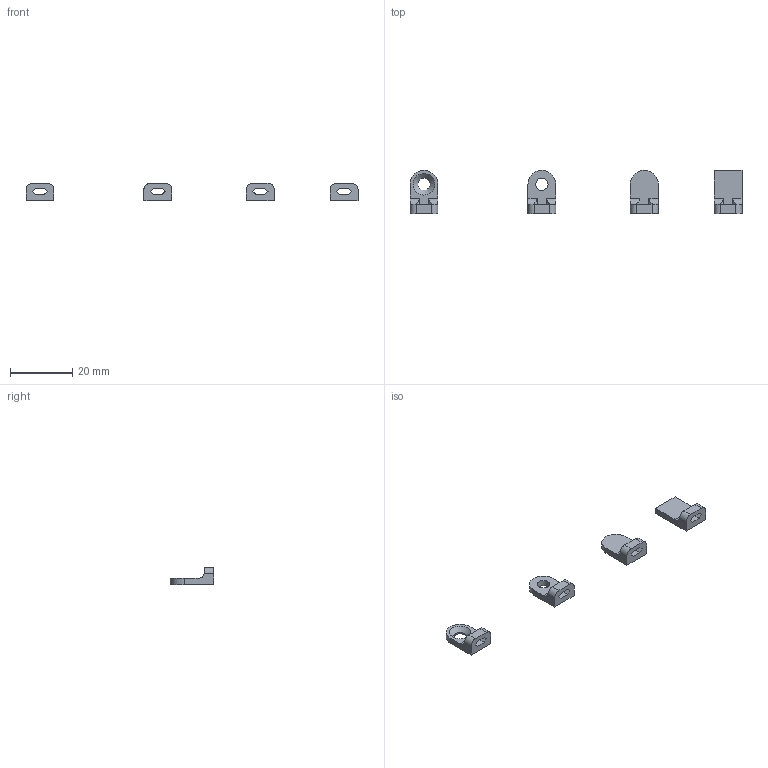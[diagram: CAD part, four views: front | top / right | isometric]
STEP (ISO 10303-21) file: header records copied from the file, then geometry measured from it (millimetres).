
FILE_DESCRIPTION(/* description */ (''),/* implementation_level */ '2;1');
FILE_NAME(/* name */ 'Zip tie mount.step',/* time_stamp */ '2022-01-29T12:04:56+02:00',/* author */ (''),/* organization */ (''),/* preprocessor_version */ 'ST-DEVELOPER v18.1',/* originating_system */ 'Autodesk Translation Framework v10.10.0.1391',/* authorisation */ '');
FILE_SCHEMA (('AUTOMOTIVE_DESIGN { 1 0 10303 214 3 1 1 }'));
Length unit declared in the file: millimetre
Products named in the file (1): Zip tie mount
Bounding box: 107 x 14 x 5.5 mm (x, y, z)
Volume: 1167.2 mm3; surface area: 1664 mm2
Topology: 4 solids, 4 shells, 71 faces, 194 edges, 127 vertices
Faces by surface type: plane 49, cylinder 21, cone 1
Full cylindrical faces by diameter (mm): 4 x2
Entity records: 2321 total; most frequent: CARTESIAN_POINT 433, ORIENTED_EDGE 388, DIRECTION 381, EDGE_CURVE 194, LINE 135, VECTOR 135, VERTEX_POINT 127, AXIS2_PLACEMENT_3D 123
